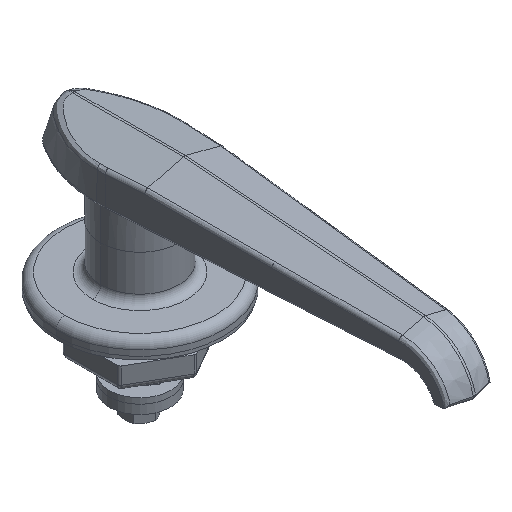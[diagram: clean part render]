
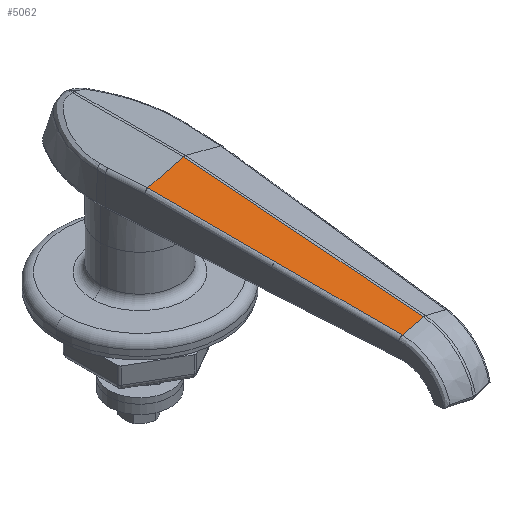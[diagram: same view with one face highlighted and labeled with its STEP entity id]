
A CAD part, isometric view. The second image highlights one B-rep face of the part: STEP entity #5062.
In plain terms, the highlighted planar face has unit normal (-0.259, -0.075, 0.963).
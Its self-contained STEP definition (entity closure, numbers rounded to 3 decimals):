
#99 = ORIENTED_EDGE ( 'NONE', *, *, #7623, .T. ) ;
#1010 = DIRECTION ( 'NONE',  ( 0.259, 0.075, -0.963 ) ) ;
#1071 = CARTESIAN_POINT ( 'NONE',  ( -12.998, -15.867, 24.57 ) ) ;
#1142 = CARTESIAN_POINT ( 'NONE',  ( -1.127, -15.99, 27.751 ) ) ;
#1180 = DIRECTION ( 'NONE',  ( -0.966, 0., -0.26 ) ) ;
#1497 = VERTEX_POINT ( 'NONE', #12950 ) ;
#1872 = ORIENTED_EDGE ( 'NONE', *, *, #9266, .T. ) ;
#2841 = CARTESIAN_POINT ( 'NONE',  ( -12.998, -15.867, 24.57 ) ) ;
#3316 = DIRECTION ( 'NONE',  ( 0., -0.997, -0.078 ) ) ;
#3344 = DIRECTION ( 'NONE',  ( 0.966, -0.02, 0.258 ) ) ;
#3501 = CARTESIAN_POINT ( 'NONE',  ( -7.855, -101.841, 19.254 ) ) ;
#3674 = VERTEX_POINT ( 'NONE', #1071 ) ;
#4777 = CARTESIAN_POINT ( 'NONE',  ( -0.388, -101.996, 21.249 ) ) ;
#5062 = ADVANCED_FACE ( 'NONE', ( #7525 ), #6350, .F. ) ;
#5761 = CARTESIAN_POINT ( 'NONE',  ( -11.288, -44.525, 22.797 ) ) ;
#6121 = ORIENTED_EDGE ( 'NONE', *, *, #16242, .F. ) ;
#6350 = PLANE ( 'NONE',  #10944 ) ;
#6370 = VERTEX_POINT ( 'NONE', #4777 ) ;
#6627 = VERTEX_POINT ( 'NONE', #9928 ) ;
#6856 = CARTESIAN_POINT ( 'NONE',  ( -9.571, -73.183, 21.026 ) ) ;
#7088 = CARTESIAN_POINT ( 'NONE',  ( -13.004, -15.867, 24.568 ) ) ;
#7090 = LINE ( 'NONE', #16148, #15539 ) ;
#7525 = FACE_OUTER_BOUND ( 'NONE', #9634, .T. ) ;
#7623 = EDGE_CURVE ( 'NONE', #3674, #6627, #9719, .T. ) ;
#8046 = ORIENTED_EDGE ( 'NONE', *, *, #14383, .T. ) ;
#8128 = CARTESIAN_POINT ( 'NONE',  ( -13.004, -15.867, 24.568 ) ) ;
#9152 = VECTOR ( 'NONE', #14898, 1000. ) ;
#9266 = EDGE_CURVE ( 'NONE', #13060, #6370, #9715, .T. ) ;
#9355 = CARTESIAN_POINT ( 'NONE',  ( -13.002, -15.867, 24.569 ) ) ;
#9532 = EDGE_CURVE ( 'NONE', #6627, #13060, #9757, .T. ) ;
#9634 = EDGE_LOOP ( 'NONE', ( #99, #14817, #1872, #6121, #8046 ) ) ;
#9715 = LINE ( 'NONE', #11390, #11011 ) ;
#9719 = B_SPLINE_CURVE_WITH_KNOTS ( 'NONE', 3,
 ( #2841, #13111, #9355, #7088 ),
 .UNSPECIFIED., .F., .F.,
 ( 4, 4 ),
 ( 0., 0. ),
 .UNSPECIFIED. ) ;
#9757 = B_SPLINE_CURVE_WITH_KNOTS ( 'NONE', 3,
 ( #8128, #5761, #6856, #12044 ),
 .UNSPECIFIED., .F., .F.,
 ( 4, 4 ),
 ( -0.105, -0.019 ),
 .UNSPECIFIED. ) ;
#9831 = LINE ( 'NONE', #1142, #9152 ) ;
#9928 = CARTESIAN_POINT ( 'NONE',  ( -13.004, -15.867, 24.568 ) ) ;
#10944 = AXIS2_PLACEMENT_3D ( 'NONE', #16330, #1010, #1180 ) ;
#11011 = VECTOR ( 'NONE', #3344, 1000. ) ;
#11390 = CARTESIAN_POINT ( 'NONE',  ( -17.5, -101.64, 16.678 ) ) ;
#12044 = CARTESIAN_POINT ( 'NONE',  ( -7.855, -101.841, 19.254 ) ) ;
#12950 = CARTESIAN_POINT ( 'NONE',  ( -0.388, -15.998, 27.949 ) ) ;
#13060 = VERTEX_POINT ( 'NONE', #3501 ) ;
#13111 = CARTESIAN_POINT ( 'NONE',  ( -13., -15.867, 24.57 ) ) ;
#14383 = EDGE_CURVE ( 'NONE', #1497, #3674, #9831, .T. ) ;
#14817 = ORIENTED_EDGE ( 'NONE', *, *, #9532, .T. ) ;
#14898 = DIRECTION ( 'NONE',  ( -0.966, 0.01, -0.259 ) ) ;
#15539 = VECTOR ( 'NONE', #3316, 1000. ) ;
#16148 = CARTESIAN_POINT ( 'NONE',  ( -0.388, -14.958, 28.03 ) ) ;
#16242 = EDGE_CURVE ( 'NONE', #1497, #6370, #7090, .T. ) ;
#16330 = CARTESIAN_POINT ( 'NONE',  ( -0.388, -14.958, 28.03 ) ) ;
